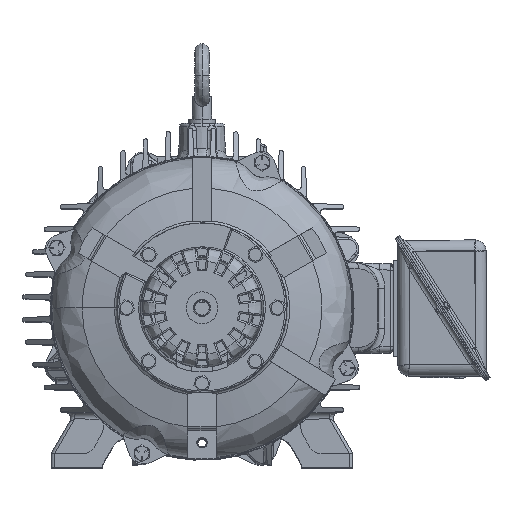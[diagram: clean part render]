
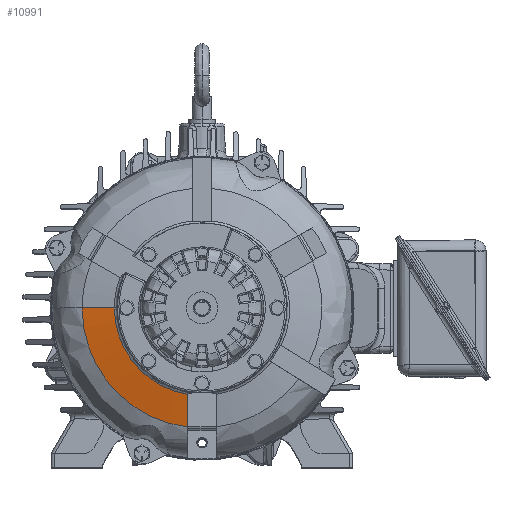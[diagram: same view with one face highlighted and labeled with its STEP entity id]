
A CAD part, top view. The second image highlights one B-rep face of the part: STEP entity #10991.
In plain terms, the highlighted conical face has half-angle 77.67 degrees and reference radius 118.626 mm.
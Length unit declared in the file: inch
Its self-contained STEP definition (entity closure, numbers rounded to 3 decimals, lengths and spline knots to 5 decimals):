
#3422 = VERTEX_POINT ( 'NONE', #136126 ) ;
#9506 = CONICAL_SURFACE ( 'NONE', #92431, 4.67032, 1.356 ) ;
#10991 = ADVANCED_FACE ( 'NONE', ( #91012 ), #9506, .T. ) ;
#11063 = CARTESIAN_POINT ( 'NONE',  ( 0., 0., 10.8611 ) ) ;
#13399 = ORIENTED_EDGE ( 'NONE', *, *, #82573, .T. ) ;
#25808 = EDGE_CURVE ( 'NONE', #197042, #84841, #182547, .T. ) ;
#39640 = DIRECTION ( 'NONE',  ( 0., 0., -1. ) ) ;
#43682 = CARTESIAN_POINT ( 'NONE',  ( -0.56, -4.63662, 10.8611 ) ) ;
#59163 = DIRECTION ( 'NONE',  ( -1., 0., 0. ) ) ;
#60230 = ORIENTED_EDGE ( 'NONE', *, *, #25808, .F. ) ;
#65856 = AXIS2_PLACEMENT_3D ( 'NONE', #183655, #109930, #109255 ) ;
#71120 = CARTESIAN_POINT ( 'NONE',  ( -0.56, -4.63662, 10.8611 ) ) ;
#75574 = CARTESIAN_POINT ( 'NONE',  ( -0.56, -3.36821, 11.13562 ) ) ;
#82573 = EDGE_CURVE ( 'NONE', #197042, #149007, #141552, .T. ) ;
#84841 = VERTEX_POINT ( 'NONE', #43682 ) ;
#91012 = FACE_OUTER_BOUND ( 'NONE', #151005, .T. ) ;
#92431 = AXIS2_PLACEMENT_3D ( 'NONE', #11063, #180078, #59163 ) ;
#100285 = CARTESIAN_POINT ( 'NONE',  ( -4.67032, 0., 10.8611 ) ) ;
#101249 = EDGE_CURVE ( 'NONE', #84841, #3422, #107520, .T. ) ;
#106637 = CARTESIAN_POINT ( 'NONE',  ( -3.41444, 0., 11.13562 ) ) ;
#107520 = CIRCLE ( 'NONE', #65856, 4.67032 ) ;
#109255 = DIRECTION ( 'NONE',  ( -1., 0., 0. ) ) ;
#109930 = DIRECTION ( 'NONE',  ( 0., 0., -1. ) ) ;
#115791 = DIRECTION ( 'NONE',  ( -0.977, 0., -0.214 ) ) ;
#131692 = CARTESIAN_POINT ( 'NONE',  ( -0.56, -3.79108, 11.04443 ) ) ;
#136126 = CARTESIAN_POINT ( 'NONE',  ( -4.67032, 0., 10.8611 ) ) ;
#139580 = EDGE_CURVE ( 'NONE', #149007, #3422, #166173, .T. ) ;
#141552 = CIRCLE ( 'NONE', #187284, 3.41444 ) ;
#149007 = VERTEX_POINT ( 'NONE', #106637 ) ;
#151005 = EDGE_LOOP ( 'NONE', ( #13399, #174828, #171445, #60230 ) ) ;
#161193 = CARTESIAN_POINT ( 'NONE',  ( 0., 0., 11.13562 ) ) ;
#163157 = CARTESIAN_POINT ( 'NONE',  ( -0.56, -3.36821, 11.13562 ) ) ;
#166173 = LINE ( 'NONE', #100285, #180641 ) ;
#171445 = ORIENTED_EDGE ( 'NONE', *, *, #101249, .F. ) ;
#174828 = ORIENTED_EDGE ( 'NONE', *, *, #139580, .T. ) ;
#177854 = DIRECTION ( 'NONE',  ( -1., 0., 0. ) ) ;
#177864 = CARTESIAN_POINT ( 'NONE',  ( -0.56, -4.21387, 10.95284 ) ) ;
#180078 = DIRECTION ( 'NONE',  ( 0., 0., -1. ) ) ;
#180641 = VECTOR ( 'NONE', #115791, 39.37008 ) ;
#182547 = B_SPLINE_CURVE_WITH_KNOTS ( 'NONE', 3,
 ( #163157, #131692, #177864, #71120 ),
 .UNSPECIFIED., .F., .F.,
 ( 4, 4 ),
 ( 0., 0.03296 ),
 .UNSPECIFIED. ) ;
#183655 = CARTESIAN_POINT ( 'NONE',  ( 0., 0., 10.8611 ) ) ;
#187284 = AXIS2_PLACEMENT_3D ( 'NONE', #161193, #39640, #177854 ) ;
#197042 = VERTEX_POINT ( 'NONE', #75574 ) ;
